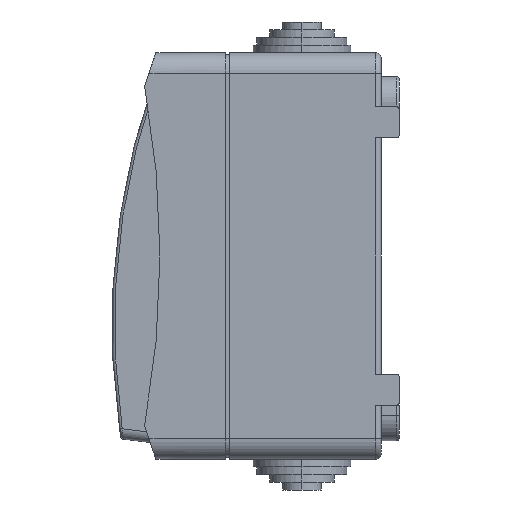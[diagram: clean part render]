
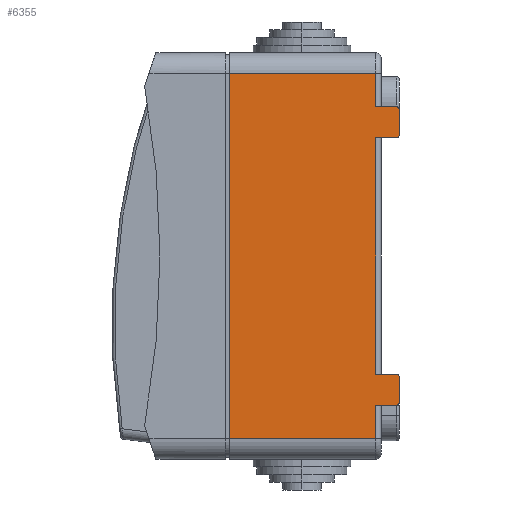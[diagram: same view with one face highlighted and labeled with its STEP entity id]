
A CAD part, left-side view. The second image highlights one B-rep face of the part: STEP entity #6355.
In plain terms, the highlighted planar face has unit normal (-1, 0, 0).
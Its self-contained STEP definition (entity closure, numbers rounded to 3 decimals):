
#20 = VECTOR ( 'NONE', #11193, 1000. ) ;
#25 = VERTEX_POINT ( 'NONE', #2157 ) ;
#37 = VECTOR ( 'NONE', #14199, 1000. ) ;
#67 = VECTOR ( 'NONE', #6317, 1000. ) ;
#70 = EDGE_CURVE ( 'NONE', #10391, #6639, #15890, .T. ) ;
#288 = CARTESIAN_POINT ( 'NONE',  ( -32., 29.4, -35.5 ) ) ;
#352 = CARTESIAN_POINT ( 'NONE',  ( -32., 1.5, -29. ) ) ;
#415 = CARTESIAN_POINT ( 'NONE',  ( -32., 1.5, 29. ) ) ;
#476 = DIRECTION ( 'NONE',  ( 0., -1., 0. ) ) ;
#722 = AXIS2_PLACEMENT_3D ( 'NONE', #13840, #5859, #15080 ) ;
#750 = LINE ( 'NONE', #352, #14828 ) ;
#987 = CARTESIAN_POINT ( 'NONE',  ( -32., 1., 35.5 ) ) ;
#1635 = VECTOR ( 'NONE', #13465, 1000. ) ;
#1653 = CARTESIAN_POINT ( 'NONE',  ( -32., 1., 35.5 ) ) ;
#2157 = CARTESIAN_POINT ( 'NONE',  ( -32., 1., 35.5 ) ) ;
#2358 = CARTESIAN_POINT ( 'NONE',  ( -32., 29.4, 35.5 ) ) ;
#2758 = EDGE_CURVE ( 'NONE', #11610, #6757, #11851, .T. ) ;
#2805 = DIRECTION ( 'NONE',  ( -1., 0., 0. ) ) ;
#2934 = LINE ( 'NONE', #987, #12735 ) ;
#2992 = DIRECTION ( 'NONE',  ( 0., 0., 1. ) ) ;
#3113 = VECTOR ( 'NONE', #12768, 1000. ) ;
#3433 = CARTESIAN_POINT ( 'NONE',  ( -32., -3., 29. ) ) ;
#3589 = LINE ( 'NONE', #15435, #37 ) ;
#3595 = VECTOR ( 'NONE', #10036, 1000. ) ;
#3654 = EDGE_CURVE ( 'NONE', #12913, #10649, #8271, .T. ) ;
#3853 = VECTOR ( 'NONE', #476, 1000. ) ;
#3965 = AXIS2_PLACEMENT_3D ( 'NONE', #9803, #9093, #9040 ) ;
#3989 = VERTEX_POINT ( 'NONE', #8840 ) ;
#4141 = CARTESIAN_POINT ( 'NONE',  ( -32., 29.4, 39.5 ) ) ;
#4463 = CARTESIAN_POINT ( 'NONE',  ( -32., -3., -28.5 ) ) ;
#5470 = CARTESIAN_POINT ( 'NONE',  ( -32., 29.4, 39.5 ) ) ;
#5627 = VECTOR ( 'NONE', #8714, 1000. ) ;
#5774 = DIRECTION ( 'NONE',  ( 0., 0., -1. ) ) ;
#5859 = DIRECTION ( 'NONE',  ( -1., 0., 0. ) ) ;
#5971 = EDGE_CURVE ( 'NONE', #10391, #7907, #7118, .T. ) ;
#6317 = DIRECTION ( 'NONE',  ( 0., 1., 0. ) ) ;
#6334 = EDGE_CURVE ( 'NONE', #11257, #10409, #8374, .T. ) ;
#6355 = ADVANCED_FACE ( 'NONE', ( #7945 ), #14672, .F. ) ;
#6526 = EDGE_LOOP ( 'NONE', ( #13242, #13283, #14529, #13404, #13419, #13383, #13402, #13369, #15892, #15706, #15908, #15839, #16041, #14311, #14751, #13582 ) ) ;
#6564 = CARTESIAN_POINT ( 'NONE',  ( -32., 29.4, -35.5 ) ) ;
#6639 = VERTEX_POINT ( 'NONE', #3433 ) ;
#6646 = LINE ( 'NONE', #8738, #3113 ) ;
#6738 = EDGE_CURVE ( 'NONE', #16552, #25, #2934, .T. ) ;
#6757 = VERTEX_POINT ( 'NONE', #7725 ) ;
#6766 = CARTESIAN_POINT ( 'NONE',  ( -32., 1., 29. ) ) ;
#6801 = DIRECTION ( 'NONE',  ( 1., 0., 0. ) ) ;
#7118 = LINE ( 'NONE', #15205, #3595 ) ;
#7372 = LINE ( 'NONE', #415, #3853 ) ;
#7611 = DIRECTION ( 'NONE',  ( 0., 0., 1. ) ) ;
#7725 = CARTESIAN_POINT ( 'NONE',  ( -32., 29.4, 35.5 ) ) ;
#7878 = EDGE_CURVE ( 'NONE', #11610, #11203, #12721, .T. ) ;
#7907 = VERTEX_POINT ( 'NONE', #7967 ) ;
#7945 = FACE_OUTER_BOUND ( 'NONE', #6526, .T. ) ;
#7967 = CARTESIAN_POINT ( 'NONE',  ( -32., -3.5, 23.5 ) ) ;
#8271 = CIRCLE ( 'NONE', #16450, 0.5 ) ;
#8374 = CIRCLE ( 'NONE', #13856, 0.5 ) ;
#8714 = DIRECTION ( 'NONE',  ( 0., 0., 1. ) ) ;
#8738 = CARTESIAN_POINT ( 'NONE',  ( -32., 1.5, -23. ) ) ;
#8739 = CARTESIAN_POINT ( 'NONE',  ( -32., 1.5, 23. ) ) ;
#8772 = EDGE_CURVE ( 'NONE', #16552, #6639, #7372, .T. ) ;
#8840 = CARTESIAN_POINT ( 'NONE',  ( -32., 1., -23. ) ) ;
#9040 = DIRECTION ( 'NONE',  ( 0., 0., -1. ) ) ;
#9093 = DIRECTION ( 'NONE',  ( -1., 0., 0. ) ) ;
#9180 = VECTOR ( 'NONE', #15742, 1000. ) ;
#9186 = LINE ( 'NONE', #16525, #5627 ) ;
#9240 = EDGE_CURVE ( 'NONE', #10190, #7907, #16985, .T. ) ;
#9442 = EDGE_CURVE ( 'NONE', #25, #6757, #14201, .T. ) ;
#9803 = CARTESIAN_POINT ( 'NONE',  ( -32., -3., 28.5 ) ) ;
#10036 = DIRECTION ( 'NONE',  ( 0., 0., -1. ) ) ;
#10190 = VERTEX_POINT ( 'NONE', #14495 ) ;
#10210 = VERTEX_POINT ( 'NONE', #14557 ) ;
#10236 = LINE ( 'NONE', #8739, #20 ) ;
#10391 = VERTEX_POINT ( 'NONE', #12407 ) ;
#10409 = VERTEX_POINT ( 'NONE', #12454 ) ;
#10600 = VERTEX_POINT ( 'NONE', #12850 ) ;
#10649 = VERTEX_POINT ( 'NONE', #12907 ) ;
#10786 = CARTESIAN_POINT ( 'NONE',  ( -32., -3., -23.5 ) ) ;
#11193 = DIRECTION ( 'NONE',  ( 0., -1., 0. ) ) ;
#11203 = VERTEX_POINT ( 'NONE', #11250 ) ;
#11250 = CARTESIAN_POINT ( 'NONE',  ( -32., 1., -35.5 ) ) ;
#11257 = VERTEX_POINT ( 'NONE', #12647 ) ;
#11610 = VERTEX_POINT ( 'NONE', #288 ) ;
#11812 = EDGE_CURVE ( 'NONE', #3989, #10210, #9186, .T. ) ;
#11851 = LINE ( 'NONE', #5470, #1635 ) ;
#12129 = DIRECTION ( 'NONE',  ( 0., 0., -1. ) ) ;
#12384 = EDGE_CURVE ( 'NONE', #3989, #10409, #6646, .T. ) ;
#12407 = CARTESIAN_POINT ( 'NONE',  ( -32., -3.5, 28.5 ) ) ;
#12454 = CARTESIAN_POINT ( 'NONE',  ( -32., -3., -23. ) ) ;
#12628 = CARTESIAN_POINT ( 'NONE',  ( -32., -3., -29. ) ) ;
#12647 = CARTESIAN_POINT ( 'NONE',  ( -32., -3.5, -23.5 ) ) ;
#12721 = LINE ( 'NONE', #6564, #9180 ) ;
#12735 = VECTOR ( 'NONE', #7611, 1000. ) ;
#12768 = DIRECTION ( 'NONE',  ( 0., -1., 0. ) ) ;
#12850 = CARTESIAN_POINT ( 'NONE',  ( -32., 1., -29. ) ) ;
#12907 = CARTESIAN_POINT ( 'NONE',  ( -32., -3.5, -28.5 ) ) ;
#12913 = VERTEX_POINT ( 'NONE', #12628 ) ;
#13242 = ORIENTED_EDGE ( 'NONE', *, *, #14442, .T. ) ;
#13283 = ORIENTED_EDGE ( 'NONE', *, *, #3654, .T. ) ;
#13369 = ORIENTED_EDGE ( 'NONE', *, *, #9240, .T. ) ;
#13383 = ORIENTED_EDGE ( 'NONE', *, *, #11812, .T. ) ;
#13402 = ORIENTED_EDGE ( 'NONE', *, *, #16753, .T. ) ;
#13404 = ORIENTED_EDGE ( 'NONE', *, *, #6334, .T. ) ;
#13419 = ORIENTED_EDGE ( 'NONE', *, *, #12384, .F. ) ;
#13465 = DIRECTION ( 'NONE',  ( 0., 0., 1. ) ) ;
#13582 = ORIENTED_EDGE ( 'NONE', *, *, #15208, .T. ) ;
#13694 = DIRECTION ( 'NONE',  ( 0., -1., 0. ) ) ;
#13761 = DIRECTION ( 'NONE',  ( -1., 0., 0. ) ) ;
#13840 = CARTESIAN_POINT ( 'NONE',  ( -32., -3., 23.5 ) ) ;
#13856 = AXIS2_PLACEMENT_3D ( 'NONE', #10786, #2805, #12129 ) ;
#14199 = DIRECTION ( 'NONE',  ( 0., 0., -1. ) ) ;
#14201 = LINE ( 'NONE', #2358, #67 ) ;
#14311 = ORIENTED_EDGE ( 'NONE', *, *, #2758, .F. ) ;
#14442 = EDGE_CURVE ( 'NONE', #10600, #12913, #750, .T. ) ;
#14495 = CARTESIAN_POINT ( 'NONE',  ( -32., -3., 23. ) ) ;
#14529 = ORIENTED_EDGE ( 'NONE', *, *, #16310, .F. ) ;
#14557 = CARTESIAN_POINT ( 'NONE',  ( -32., 1., 23. ) ) ;
#14672 = PLANE ( 'NONE',  #16379 ) ;
#14751 = ORIENTED_EDGE ( 'NONE', *, *, #7878, .T. ) ;
#14798 = VECTOR ( 'NONE', #2992, 1000. ) ;
#14828 = VECTOR ( 'NONE', #13694, 1000. ) ;
#15080 = DIRECTION ( 'NONE',  ( 0., 0., -1. ) ) ;
#15178 = LINE ( 'NONE', #1653, #14798 ) ;
#15205 = CARTESIAN_POINT ( 'NONE',  ( -32., -3.5, 29. ) ) ;
#15208 = EDGE_CURVE ( 'NONE', #11203, #10600, #15178, .T. ) ;
#15435 = CARTESIAN_POINT ( 'NONE',  ( -32., -3.5, -29. ) ) ;
#15706 = ORIENTED_EDGE ( 'NONE', *, *, #70, .T. ) ;
#15742 = DIRECTION ( 'NONE',  ( 0., -1., 0. ) ) ;
#15839 = ORIENTED_EDGE ( 'NONE', *, *, #6738, .T. ) ;
#15890 = CIRCLE ( 'NONE', #3965, 0.5 ) ;
#15892 = ORIENTED_EDGE ( 'NONE', *, *, #5971, .F. ) ;
#15908 = ORIENTED_EDGE ( 'NONE', *, *, #8772, .F. ) ;
#15972 = DIRECTION ( 'NONE',  ( 0., 0., -1. ) ) ;
#16041 = ORIENTED_EDGE ( 'NONE', *, *, #9442, .T. ) ;
#16310 = EDGE_CURVE ( 'NONE', #11257, #10649, #3589, .T. ) ;
#16379 = AXIS2_PLACEMENT_3D ( 'NONE', #4141, #6801, #15972 ) ;
#16450 = AXIS2_PLACEMENT_3D ( 'NONE', #4463, #13761, #5774 ) ;
#16525 = CARTESIAN_POINT ( 'NONE',  ( -32., 1., 35.5 ) ) ;
#16552 = VERTEX_POINT ( 'NONE', #6766 ) ;
#16753 = EDGE_CURVE ( 'NONE', #10210, #10190, #10236, .T. ) ;
#16985 = CIRCLE ( 'NONE', #722, 0.5 ) ;
